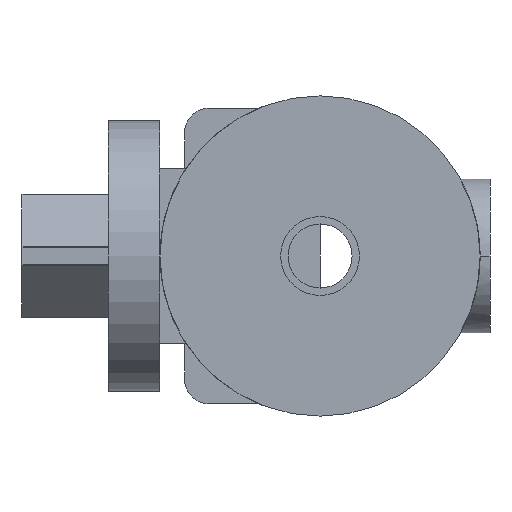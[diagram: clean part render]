
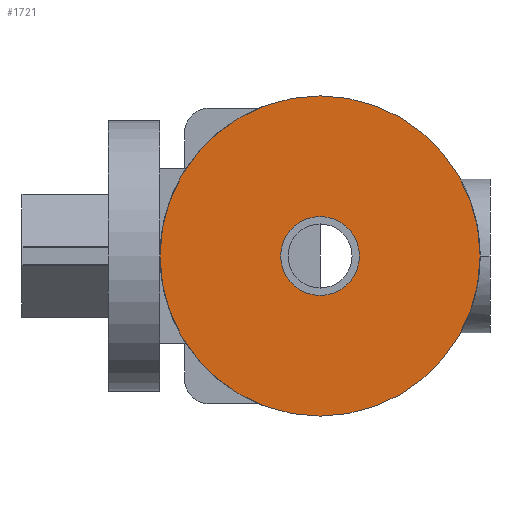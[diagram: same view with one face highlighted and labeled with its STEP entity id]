
A CAD part, left-side view. The second image highlights one B-rep face of the part: STEP entity #1721.
In plain terms, the highlighted planar face has unit normal (-1, 0, 0).
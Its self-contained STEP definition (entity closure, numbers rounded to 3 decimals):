
#73 = AXIS2_PLACEMENT_3D ( 'NONE', #1114, #225, #978 ) ;
#110 = CARTESIAN_POINT ( 'NONE',  ( -47.5, 0., 0. ) ) ;
#136 = VERTEX_POINT ( 'NONE', #176 ) ;
#159 = AXIS2_PLACEMENT_3D ( 'NONE', #1658, #1388, #799 ) ;
#176 = CARTESIAN_POINT ( 'NONE',  ( -47.5, 0., 65. ) ) ;
#225 = DIRECTION ( 'NONE',  ( -1., 0., 0. ) ) ;
#237 = VERTEX_POINT ( 'NONE', #1133 ) ;
#262 = AXIS2_PLACEMENT_3D ( 'NONE', #809, #624, #503 ) ;
#273 = EDGE_CURVE ( 'NONE', #237, #136, #1802, .T. ) ;
#350 = FACE_BOUND ( 'NONE', #1833, .T. ) ;
#378 = PLANE ( 'NONE',  #73 ) ;
#503 = DIRECTION ( 'NONE',  ( 0., 0., 1. ) ) ;
#530 = FACE_OUTER_BOUND ( 'NONE', #705, .T. ) ;
#568 = DIRECTION ( 'NONE',  ( -1., 0., 0. ) ) ;
#624 = DIRECTION ( 'NONE',  ( -1., 0., 0. ) ) ;
#705 = EDGE_LOOP ( 'NONE', ( #1487, #1343 ) ) ;
#728 = AXIS2_PLACEMENT_3D ( 'NONE', #110, #1640, #1669 ) ;
#799 = DIRECTION ( 'NONE',  ( 0., 0., 1. ) ) ;
#809 = CARTESIAN_POINT ( 'NONE',  ( -47.5, 0., 0. ) ) ;
#909 = VERTEX_POINT ( 'NONE', #1211 ) ;
#912 = ORIENTED_EDGE ( 'NONE', *, *, #1850, .F. ) ;
#978 = DIRECTION ( 'NONE',  ( 0., 0., 1. ) ) ;
#1018 = EDGE_CURVE ( 'NONE', #909, #1410, #1312, .T. ) ;
#1114 = CARTESIAN_POINT ( 'NONE',  ( -47.5, 0., 0. ) ) ;
#1133 = CARTESIAN_POINT ( 'NONE',  ( -47.5, 0., -65. ) ) ;
#1164 = CARTESIAN_POINT ( 'NONE',  ( -47.5, 0., 0. ) ) ;
#1211 = CARTESIAN_POINT ( 'NONE',  ( -47.5, 0., -16. ) ) ;
#1299 = AXIS2_PLACEMENT_3D ( 'NONE', #1164, #568, #1966 ) ;
#1312 = CIRCLE ( 'NONE', #728, 16. ) ;
#1329 = CIRCLE ( 'NONE', #1299, 16. ) ;
#1343 = ORIENTED_EDGE ( 'NONE', *, *, #273, .T. ) ;
#1353 = CIRCLE ( 'NONE', #159, 65. ) ;
#1388 = DIRECTION ( 'NONE',  ( -1., 0., 0. ) ) ;
#1410 = VERTEX_POINT ( 'NONE', #1936 ) ;
#1487 = ORIENTED_EDGE ( 'NONE', *, *, #1509, .T. ) ;
#1509 = EDGE_CURVE ( 'NONE', #136, #237, #1353, .T. ) ;
#1587 = ORIENTED_EDGE ( 'NONE', *, *, #1018, .F. ) ;
#1640 = DIRECTION ( 'NONE',  ( -1., 0., 0. ) ) ;
#1658 = CARTESIAN_POINT ( 'NONE',  ( -47.5, 0., 0. ) ) ;
#1669 = DIRECTION ( 'NONE',  ( 0., 0., 1. ) ) ;
#1721 = ADVANCED_FACE ( 'NONE', ( #530, #350 ), #378, .T. ) ;
#1802 = CIRCLE ( 'NONE', #262, 65. ) ;
#1833 = EDGE_LOOP ( 'NONE', ( #912, #1587 ) ) ;
#1850 = EDGE_CURVE ( 'NONE', #1410, #909, #1329, .T. ) ;
#1936 = CARTESIAN_POINT ( 'NONE',  ( -47.5, 0., 16. ) ) ;
#1966 = DIRECTION ( 'NONE',  ( 0., 0., 1. ) ) ;
